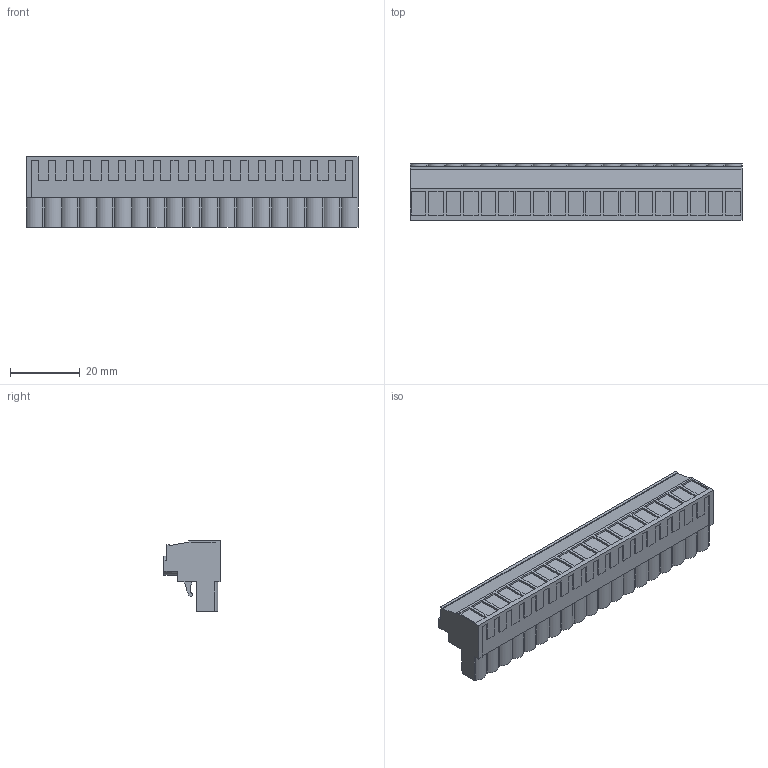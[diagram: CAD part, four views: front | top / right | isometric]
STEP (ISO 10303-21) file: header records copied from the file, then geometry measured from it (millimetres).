
FILE_DESCRIPTION(('CATIA V5 STEP Exchange','CAx-IF Rec.Pracs.--- Model Styling and Organization---1.2---2011-12-15'),'2;1');
FILE_NAME ('D1460296_0_1954310000_1954310000.stp','2017-05-25T06:34:12+00:00',('none'),('Weidmueller'),'CATIA Version 5-6 Release 2014','CATIA V5 STEP AP214','none');
FILE_SCHEMA(('AUTOMOTIVE_DESIGN { 1 0 10303 214 1 1 1 1 }'));
Length unit declared in the file: millimetre
Products named in the file (1): 1954310000
Bounding box: 95 x 16.1 x 20.1 mm (x, y, z)
Volume: 18824.1 mm3; surface area: 10057.1 mm2
Topology: 20 solids, 20 shells, 1188 faces, 3392 edges, 2320 vertices
Faces by surface type: plane 971, cylinder 217
Entity records: 36177 total; most frequent: CARTESIAN_POINT 6871, ORIENTED_EDGE 6784, DIRECTION 4805, EDGE_CURVE 3392, VECTOR 2844, LINE 2844, VERTEX_POINT 2320, EDGE_LOOP 1264
